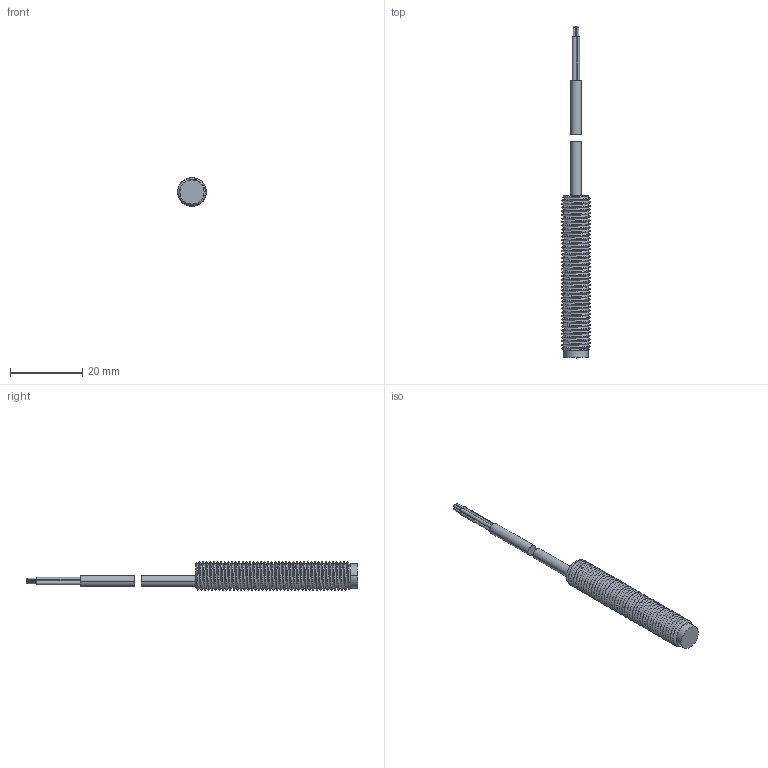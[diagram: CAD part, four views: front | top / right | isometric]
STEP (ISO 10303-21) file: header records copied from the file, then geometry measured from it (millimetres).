
FILE_DESCRIPTION((''),'2;1');
FILE_NAME('ECS1-0802X-X2UX','2017-01-06T',('Administrator'),(''),'PRO/ENGINEER BY PARAMETRIC TECHNOLOGY CORPORATION, 2007170','PRO/ENGINEER BY PARAMETRIC TECHNOLOGY CORPORATION, 2007170','');
FILE_SCHEMA(('CONFIG_CONTROL_DESIGN'));
Length unit declared in the file: millimetre
Products named in the file (1): ECS1-0802X-X2UX
Bounding box: 7.9 x 92 x 7.9 mm (x, y, z)
Volume: 2042.7 mm3; surface area: 2534.5 mm2
Topology: 2 solids, 2 shells, 152 faces, 408 edges, 258 vertices
Faces by surface type: cylinder 105, bspline 24, plane 11, sphere 8, cone 4
Entity records: 11830 total; most frequent: CARTESIAN_POINT 8478, ORIENTED_EDGE 800, DIRECTION 508, EDGE_CURVE 400, VERTEX_POINT 258, B_SPLINE_CURVE_WITH_KNOTS 210, AXIS2_PLACEMENT_3D 190, EDGE_LOOP 158
